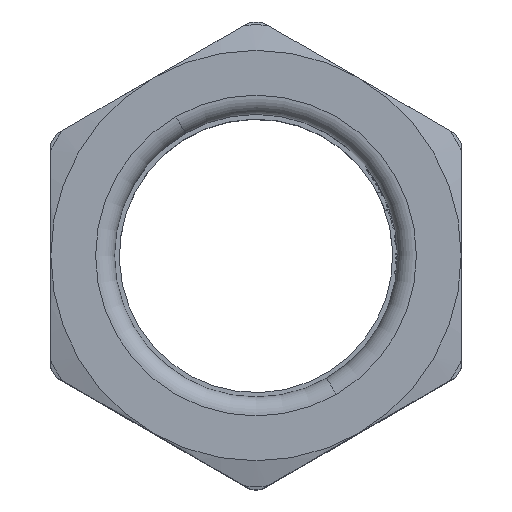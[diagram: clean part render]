
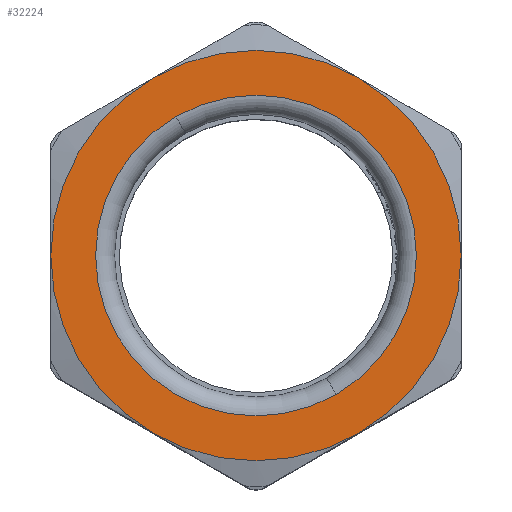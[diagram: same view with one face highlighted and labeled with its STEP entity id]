
A CAD part, top view. The second image highlights one B-rep face of the part: STEP entity #32224.
In plain terms, the highlighted face is planar.
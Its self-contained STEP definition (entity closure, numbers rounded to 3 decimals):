
#140 = FACE_OUTER_BOUND ( 'NONE', #14382, .T. ) ;
#1318 = CARTESIAN_POINT ( 'NONE',  ( 0., 6., 0. ) ) ;
#1500 = VERTEX_POINT ( 'NONE', #22200 ) ;
#1564 = ORIENTED_EDGE ( 'NONE', *, *, #19110, .F. ) ;
#2578 = CARTESIAN_POINT ( 'NONE',  ( 0., 6., -25.4 ) ) ;
#2763 = CARTESIAN_POINT ( 'NONE',  ( 0., 6., 0. ) ) ;
#3417 = ORIENTED_EDGE ( 'NONE', *, *, #28926, .T. ) ;
#3550 = CIRCLE ( 'NONE', #7731, 25.4 ) ;
#3692 = ORIENTED_EDGE ( 'NONE', *, *, #9941, .T. ) ;
#3702 = CARTESIAN_POINT ( 'NONE',  ( 0., 6., 0. ) ) ;
#5169 = ORIENTED_EDGE ( 'NONE', *, *, #13089, .F. ) ;
#5230 = DIRECTION ( 'NONE',  ( 0., 0., 1. ) ) ;
#5392 = CARTESIAN_POINT ( 'NONE',  ( 0., 6., 0. ) ) ;
#5933 = CARTESIAN_POINT ( 'NONE',  ( 0., 6., 0. ) ) ;
#6407 = DIRECTION ( 'NONE',  ( 0., -1., 0. ) ) ;
#7347 = CARTESIAN_POINT ( 'NONE',  ( 0., 6., 0. ) ) ;
#7377 = ORIENTED_EDGE ( 'NONE', *, *, #7820, .F. ) ;
#7425 = VERTEX_POINT ( 'NONE', #20933 ) ;
#7731 = AXIS2_PLACEMENT_3D ( 'NONE', #17682, #30264, #5230 ) ;
#7820 = EDGE_CURVE ( 'NONE', #14724, #21286, #22915, .T. ) ;
#8294 = DIRECTION ( 'NONE',  ( 0., -1., 0. ) ) ;
#9382 = CARTESIAN_POINT ( 'NONE',  ( 0., 6., 0. ) ) ;
#9895 = VERTEX_POINT ( 'NONE', #11504 ) ;
#9941 = EDGE_CURVE ( 'NONE', #11419, #13566, #3550, .T. ) ;
#9961 = DIRECTION ( 'NONE',  ( 0., 0., -1. ) ) ;
#9994 = CIRCLE ( 'NONE', #18864, 32.5 ) ;
#10117 = DIRECTION ( 'NONE',  ( 0., -1., 0. ) ) ;
#11419 = VERTEX_POINT ( 'NONE', #2578 ) ;
#11504 = CARTESIAN_POINT ( 'NONE',  ( -28.146, 6., 16.25 ) ) ;
#13089 = EDGE_CURVE ( 'NONE', #21286, #16750, #19417, .T. ) ;
#13288 = DIRECTION ( 'NONE',  ( 0., -1., 0. ) ) ;
#13308 = CARTESIAN_POINT ( 'NONE',  ( 0., 6., -32.5 ) ) ;
#13566 = VERTEX_POINT ( 'NONE', #14821 ) ;
#14194 = AXIS2_PLACEMENT_3D ( 'NONE', #5933, #13288, #28335 ) ;
#14382 = EDGE_LOOP ( 'NONE', ( #17196, #1564, #21571, #5169, #7377, #28717 ) ) ;
#14553 = CARTESIAN_POINT ( 'NONE',  ( 0., 6., 0. ) ) ;
#14664 = AXIS2_PLACEMENT_3D ( 'NONE', #9382, #24734, #27030 ) ;
#14724 = VERTEX_POINT ( 'NONE', #25074 ) ;
#14821 = CARTESIAN_POINT ( 'NONE',  ( 0., 6., 25.4 ) ) ;
#15088 = AXIS2_PLACEMENT_3D ( 'NONE', #3702, #8294, #23509 ) ;
#15414 = AXIS2_PLACEMENT_3D ( 'NONE', #7347, #10117, #9961 ) ;
#15442 = AXIS2_PLACEMENT_3D ( 'NONE', #5392, #18160, #30748 ) ;
#16273 = CARTESIAN_POINT ( 'NONE',  ( 28.146, 6., -16.25 ) ) ;
#16750 = VERTEX_POINT ( 'NONE', #16273 ) ;
#17196 = ORIENTED_EDGE ( 'NONE', *, *, #25527, .F. ) ;
#17280 = CIRCLE ( 'NONE', #24597, 32.5 ) ;
#17487 = DIRECTION ( 'NONE',  ( 0., -1., 0. ) ) ;
#17682 = CARTESIAN_POINT ( 'NONE',  ( 0., 6., 0. ) ) ;
#18160 = DIRECTION ( 'NONE',  ( 0., 1., 0. ) ) ;
#18864 = AXIS2_PLACEMENT_3D ( 'NONE', #14553, #17487, #27448 ) ;
#19110 = EDGE_CURVE ( 'NONE', #1500, #7425, #9994, .T. ) ;
#19417 = CIRCLE ( 'NONE', #14194, 32.5 ) ;
#20933 = CARTESIAN_POINT ( 'NONE',  ( 0., 6., 32.5 ) ) ;
#21286 = VERTEX_POINT ( 'NONE', #13308 ) ;
#21415 = EDGE_CURVE ( 'NONE', #16750, #1500, #24082, .T. ) ;
#21571 = ORIENTED_EDGE ( 'NONE', *, *, #21415, .F. ) ;
#21919 = EDGE_CURVE ( 'NONE', #9895, #14724, #17280, .T. ) ;
#22200 = CARTESIAN_POINT ( 'NONE',  ( 28.146, 6., 16.25 ) ) ;
#22582 = FACE_BOUND ( 'NONE', #26477, .T. ) ;
#22895 = DIRECTION ( 'NONE',  ( 0., 0., -1. ) ) ;
#22915 = CIRCLE ( 'NONE', #15088, 32.5 ) ;
#23380 = CIRCLE ( 'NONE', #25974, 25.4 ) ;
#23509 = DIRECTION ( 'NONE',  ( 0., 0., -1. ) ) ;
#24082 = CIRCLE ( 'NONE', #14664, 32.5 ) ;
#24597 = AXIS2_PLACEMENT_3D ( 'NONE', #2763, #25674, #22895 ) ;
#24734 = DIRECTION ( 'NONE',  ( 0., -1., 0. ) ) ;
#25074 = CARTESIAN_POINT ( 'NONE',  ( -28.146, 6., -16.25 ) ) ;
#25527 = EDGE_CURVE ( 'NONE', #7425, #9895, #27931, .T. ) ;
#25674 = DIRECTION ( 'NONE',  ( 0., -1., 0. ) ) ;
#25974 = AXIS2_PLACEMENT_3D ( 'NONE', #1318, #6407, #28812 ) ;
#26477 = EDGE_LOOP ( 'NONE', ( #3417, #3692 ) ) ;
#27030 = DIRECTION ( 'NONE',  ( 0., 0., -1. ) ) ;
#27448 = DIRECTION ( 'NONE',  ( 0., 0., -1. ) ) ;
#27793 = PLANE ( 'NONE',  #15442 ) ;
#27931 = CIRCLE ( 'NONE', #15414, 32.5 ) ;
#28335 = DIRECTION ( 'NONE',  ( 0., 0., -1. ) ) ;
#28717 = ORIENTED_EDGE ( 'NONE', *, *, #21919, .F. ) ;
#28812 = DIRECTION ( 'NONE',  ( 0., 0., 1. ) ) ;
#28926 = EDGE_CURVE ( 'NONE', #13566, #11419, #23380, .T. ) ;
#30264 = DIRECTION ( 'NONE',  ( 0., -1., 0. ) ) ;
#30748 = DIRECTION ( 'NONE',  ( 0., 0., 1. ) ) ;
#32224 = ADVANCED_FACE ( 'NONE', ( #22582, #140 ), #27793, .T. ) ;
